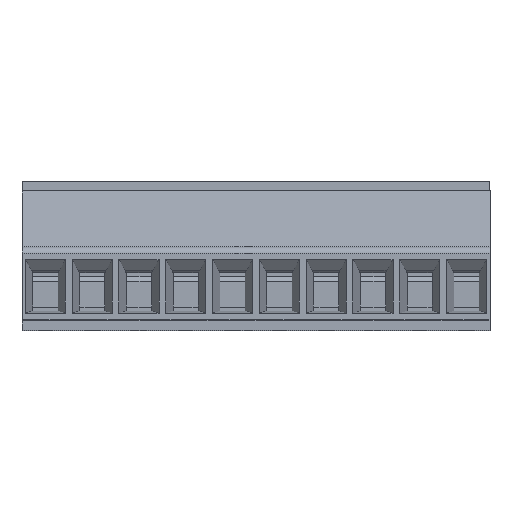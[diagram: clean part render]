
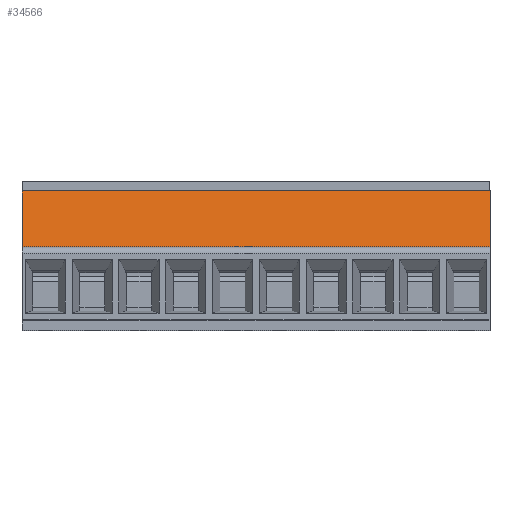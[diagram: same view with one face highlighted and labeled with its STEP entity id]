
A CAD part, top view. The second image highlights one B-rep face of the part: STEP entity #34566.
In plain terms, the highlighted face is planar.
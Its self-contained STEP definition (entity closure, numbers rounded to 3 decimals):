
#85 = ORIENTED_EDGE ( 'NONE', *, *, #19430, .F. ) ;
#5833 = VECTOR ( 'NONE', #22283, 1000. ) ;
#6263 = EDGE_CURVE ( 'NONE', #39585, #13057, #23191, .T. ) ;
#6502 = CARTESIAN_POINT ( 'NONE',  ( 0.519, 5.458, 31.5 ) ) ;
#7741 = CARTESIAN_POINT ( 'NONE',  ( 1.423, 9.633, 31.5 ) ) ;
#8115 = DIRECTION ( 'NONE',  ( -0.212, -0.977, 0. ) ) ;
#9190 = LINE ( 'NONE', #11239, #31794 ) ;
#10871 = DIRECTION ( 'NONE',  ( -0.212, -0.977, 0. ) ) ;
#11239 = CARTESIAN_POINT ( 'NONE',  ( 1.423, 9.633, -3.5 ) ) ;
#11352 = DIRECTION ( 'NONE',  ( 0., 0., 1. ) ) ;
#11482 = CARTESIAN_POINT ( 'NONE',  ( 1.423, 9.633, -3.5 ) ) ;
#12139 = FACE_OUTER_BOUND ( 'NONE', #27081, .T. ) ;
#12728 = CARTESIAN_POINT ( 'NONE',  ( 1.423, 9.633, -3.5 ) ) ;
#13057 = VERTEX_POINT ( 'NONE', #6502 ) ;
#14974 = ORIENTED_EDGE ( 'NONE', *, *, #27673, .F. ) ;
#15335 = EDGE_CURVE ( 'NONE', #25057, #39585, #9190, .T. ) ;
#15395 = LINE ( 'NONE', #7741, #30773 ) ;
#15717 = PLANE ( 'NONE',  #21608 ) ;
#15843 = DIRECTION ( 'NONE',  ( -0.212, -0.977, 0. ) ) ;
#17010 = LINE ( 'NONE', #11482, #31443 ) ;
#17890 = CARTESIAN_POINT ( 'NONE',  ( 0.519, 5.458, -3.5 ) ) ;
#19283 = CARTESIAN_POINT ( 'NONE',  ( 0.519, 5.458, -3.5 ) ) ;
#19430 = EDGE_CURVE ( 'NONE', #25057, #36001, #17010, .T. ) ;
#20176 = ORIENTED_EDGE ( 'NONE', *, *, #15335, .T. ) ;
#21608 = AXIS2_PLACEMENT_3D ( 'NONE', #12728, #34254, #15843 ) ;
#22283 = DIRECTION ( 'NONE',  ( 0., 0., 1. ) ) ;
#23191 = LINE ( 'NONE', #19283, #5833 ) ;
#24941 = CARTESIAN_POINT ( 'NONE',  ( 1.423, 9.633, -3.5 ) ) ;
#25057 = VERTEX_POINT ( 'NONE', #24941 ) ;
#27081 = EDGE_LOOP ( 'NONE', ( #35677, #14974, #85, #20176 ) ) ;
#27673 = EDGE_CURVE ( 'NONE', #36001, #13057, #15395, .T. ) ;
#30773 = VECTOR ( 'NONE', #10871, 1000. ) ;
#31443 = VECTOR ( 'NONE', #11352, 1000. ) ;
#31794 = VECTOR ( 'NONE', #8115, 1000. ) ;
#34254 = DIRECTION ( 'NONE',  ( -0.977, 0.212, 0. ) ) ;
#34566 = ADVANCED_FACE ( 'NONE', ( #12139 ), #15717, .T. ) ;
#35677 = ORIENTED_EDGE ( 'NONE', *, *, #6263, .T. ) ;
#36001 = VERTEX_POINT ( 'NONE', #38343 ) ;
#38343 = CARTESIAN_POINT ( 'NONE',  ( 1.423, 9.633, 31.5 ) ) ;
#39585 = VERTEX_POINT ( 'NONE', #17890 ) ;
